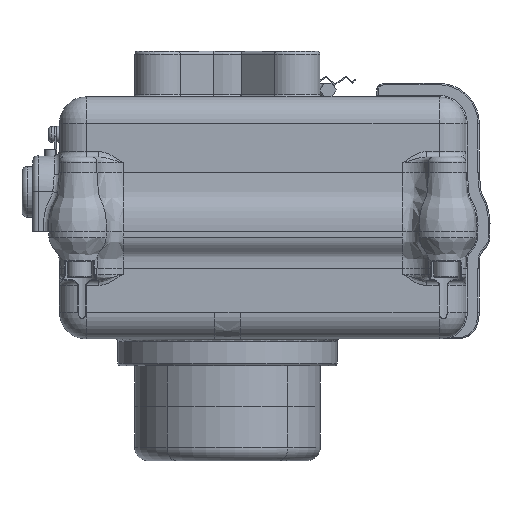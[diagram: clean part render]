
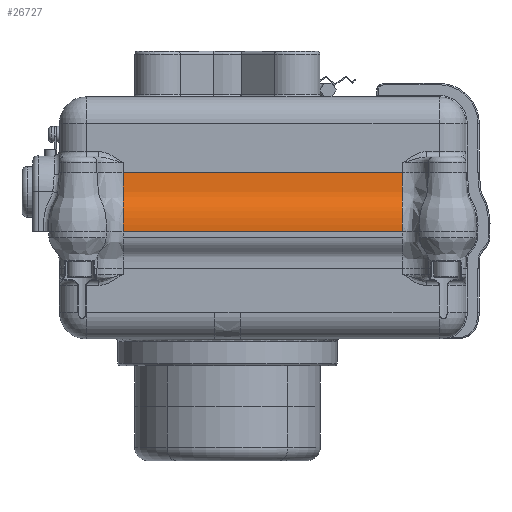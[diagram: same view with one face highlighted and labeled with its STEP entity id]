
A CAD part, front view. The second image highlights one B-rep face of the part: STEP entity #26727.
In plain terms, the highlighted free-form (B-spline) face has degree [3, 1] with [7, 2] control points.
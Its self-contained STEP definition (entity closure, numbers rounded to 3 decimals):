
#654 = CARTESIAN_POINT ( 'NONE',  ( 23.771, -4.119, 44.111 ) ) ;
#1360 = DIRECTION ( 'NONE',  ( 1., 0., 0. ) ) ;
#1628 = CARTESIAN_POINT ( 'NONE',  ( 128.179, -0.297, 53.246 ) ) ;
#2095 = EDGE_LOOP ( 'NONE', ( #22360, #21385, #13307, #32509 ) ) ;
#3037 = CARTESIAN_POINT ( 'NONE',  ( 128.179, -3.985, 40. ) ) ;
#4612 = CARTESIAN_POINT ( 'NONE',  ( 23.771, -4.119, 44.111 ) ) ;
#5047 = VERTEX_POINT ( 'NONE', #7516 ) ;
#6273 = CARTESIAN_POINT ( 'NONE',  ( 23.771, -4.004, 41.35 ) ) ;
#6460 = CARTESIAN_POINT ( 'NONE',  ( 128.179, -4.119, 44.111 ) ) ;
#7043 = CARTESIAN_POINT ( 'NONE',  ( 128.179, 0., 62.193 ) ) ;
#7257 = CARTESIAN_POINT ( 'NONE',  ( 128.179, -3.985, 40. ) ) ;
#7516 = CARTESIAN_POINT ( 'NONE',  ( 23.771, -3.985, 40. ) ) ;
#8142 = EDGE_CURVE ( 'NONE', #42537, #30512, #43442, .T. ) ;
#9523 = CARTESIAN_POINT ( 'NONE',  ( 23.771, -3.087, 49.634 ) ) ;
#12207 = CARTESIAN_POINT ( 'NONE',  ( 128.179, -3.087, 49.634 ) ) ;
#12793 = CARTESIAN_POINT ( 'NONE',  ( 23.771, 0., 62.193 ) ) ;
#12845 = CARTESIAN_POINT ( 'NONE',  ( 128.179, -4.004, 41.35 ) ) ;
#12883 = CARTESIAN_POINT ( 'NONE',  ( 128.179, -3.985, 40. ) ) ;
#13307 = ORIENTED_EDGE ( 'NONE', *, *, #47963, .F. ) ;
#13560 = LINE ( 'NONE', #40423, #36322 ) ;
#13834 = CARTESIAN_POINT ( 'NONE',  ( 128.179, -0.116, 58.704 ) ) ;
#15193 = FACE_OUTER_BOUND ( 'NONE', #2095, .T. ) ;
#17684 = CARTESIAN_POINT ( 'NONE',  ( 23.771, -0.297, 53.246 ) ) ;
#18446 = CARTESIAN_POINT ( 'NONE',  ( 23.771, -0.116, 58.704 ) ) ;
#18460 = EDGE_CURVE ( 'NONE', #42537, #5047, #46589, .T. ) ;
#21385 = ORIENTED_EDGE ( 'NONE', *, *, #27755, .T. ) ;
#21741 = CARTESIAN_POINT ( 'NONE',  ( 23.771, -3.087, 49.634 ) ) ;
#22360 = ORIENTED_EDGE ( 'NONE', *, *, #18460, .T. ) ;
#22515 = CARTESIAN_POINT ( 'NONE',  ( 128.179, -0.116, 58.704 ) ) ;
#22595 = CARTESIAN_POINT ( 'NONE',  ( 23.771, -0.297, 53.246 ) ) ;
#25528 = DIRECTION ( 'NONE',  ( 1., 0., 0. ) ) ;
#26727 = ADVANCED_FACE ( 'NONE', ( #15193 ), #39841, .T. ) ;
#27483 = CARTESIAN_POINT ( 'NONE',  ( 128.179, -0.297, 53.246 ) ) ;
#27755 = EDGE_CURVE ( 'NONE', #5047, #42529, #13560, .T. ) ;
#28285 = CARTESIAN_POINT ( 'NONE',  ( 128.179, -3.087, 49.634 ) ) ;
#28476 = CARTESIAN_POINT ( 'NONE',  ( 128.179, 0., 62.193 ) ) ;
#29283 = CARTESIAN_POINT ( 'NONE',  ( 128.179, -4.004, 41.35 ) ) ;
#30512 = VERTEX_POINT ( 'NONE', #39134 ) ;
#31442 = CARTESIAN_POINT ( 'NONE',  ( 23.771, 0., 62.193 ) ) ;
#32509 = ORIENTED_EDGE ( 'NONE', *, *, #8142, .F. ) ;
#33202 = CARTESIAN_POINT ( 'NONE',  ( 128.179, -4.119, 44.111 ) ) ;
#33336 = VECTOR ( 'NONE', #25528, 1000. ) ;
#35611 = CARTESIAN_POINT ( 'NONE',  ( 23.771, -4.004, 41.35 ) ) ;
#36322 = VECTOR ( 'NONE', #1360, 1000. ) ;
#39134 = CARTESIAN_POINT ( 'NONE',  ( 128.179, 0., 62.193 ) ) ;
#39730 = CARTESIAN_POINT ( 'NONE',  ( 23.771, -3.985, 40. ) ) ;
#39841 = B_SPLINE_SURFACE_WITH_KNOTS ( 'NONE', 3, 1, ( 
 ( #40465, #7043 ),
 ( #18446, #22515 ),
 ( #22595, #27483 ),
 ( #21741, #28285 ),
 ( #654, #33202 ),
 ( #6273, #12845 ),
 ( #39730, #12883 ) ),
 .UNSPECIFIED., .F., .F., .F.,
 ( 4, 1, 1, 1, 4 ),
 ( 2, 2 ),
 ( 0., 0.236, 0.37, 0.483, 0.585 ),
 ( 0., 1. ),
 .UNSPECIFIED. ) ;
#40423 = CARTESIAN_POINT ( 'NONE',  ( 23.771, -3.985, 40. ) ) ;
#40465 = CARTESIAN_POINT ( 'NONE',  ( 23.771, 0., 62.193 ) ) ;
#42529 = VERTEX_POINT ( 'NONE', #3037 ) ;
#42537 = VERTEX_POINT ( 'NONE', #31442 ) ;
#43442 = LINE ( 'NONE', #47517, #33336 ) ;
#46181 = CARTESIAN_POINT ( 'NONE',  ( 23.771, -3.985, 40. ) ) ;
#46589 = B_SPLINE_CURVE_WITH_KNOTS ( 'NONE', 3,
 ( #12793, #47793, #17684, #9523, #4612, #35611, #46181 ),
 .UNSPECIFIED., .F., .F.,
 ( 4, 1, 1, 1, 4 ),
 ( 0., 0.403, 0.631, 0.826, 1. ),
 .UNSPECIFIED. ) ;
#46820 = B_SPLINE_CURVE_WITH_KNOTS ( 'NONE', 3,
 ( #28476, #13834, #1628, #12207, #6460, #29283, #7257 ),
 .UNSPECIFIED., .F., .F.,
 ( 4, 1, 1, 1, 4 ),
 ( 0., 0.403, 0.631, 0.826, 1. ),
 .UNSPECIFIED. ) ;
#47517 = CARTESIAN_POINT ( 'NONE',  ( 0., 0., 62.193 ) ) ;
#47793 = CARTESIAN_POINT ( 'NONE',  ( 23.771, -0.116, 58.704 ) ) ;
#47963 = EDGE_CURVE ( 'NONE', #30512, #42529, #46820, .T. ) ;
